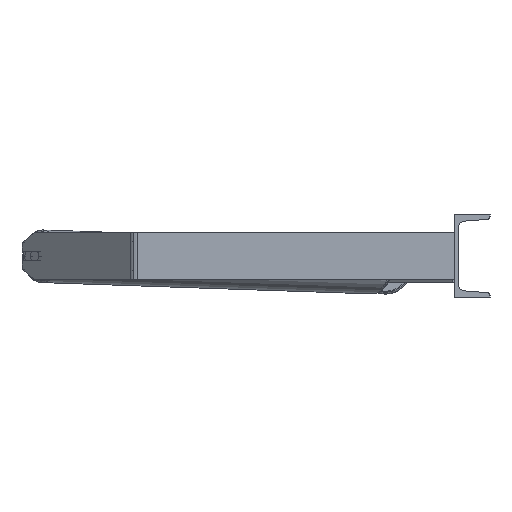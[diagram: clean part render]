
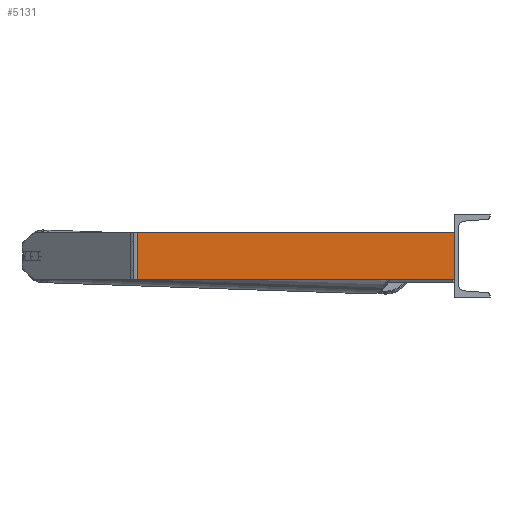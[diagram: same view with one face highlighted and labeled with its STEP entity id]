
A CAD part, left-side view. The second image highlights one B-rep face of the part: STEP entity #5131.
In plain terms, the highlighted planar face has unit normal (-1, 0, 0).
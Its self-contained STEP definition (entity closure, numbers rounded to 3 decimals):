
#665 = FACE_OUTER_BOUND ( 'NONE', #4449, .T. ) ;
#695 = ORIENTED_EDGE ( 'NONE', *, *, #1705, .T. ) ;
#733 = CARTESIAN_POINT ( 'NONE',  ( -1185., 0., -40. ) ) ;
#924 = EDGE_CURVE ( 'NONE', #4972, #1511, #1568, .T. ) ;
#1210 = DIRECTION ( 'NONE',  ( 0., -1., 0. ) ) ;
#1272 = VERTEX_POINT ( 'NONE', #3645 ) ;
#1291 = DIRECTION ( 'NONE',  ( 1., 0., 0. ) ) ;
#1511 = VERTEX_POINT ( 'NONE', #7131 ) ;
#1568 = LINE ( 'NONE', #6439, #8184 ) ;
#1705 = EDGE_CURVE ( 'NONE', #1272, #7611, #2588, .T. ) ;
#2503 = ORIENTED_EDGE ( 'NONE', *, *, #3697, .T. ) ;
#2550 = CARTESIAN_POINT ( 'NONE',  ( -1185., 536.412, 40. ) ) ;
#2588 = LINE ( 'NONE', #7457, #8166 ) ;
#2804 = LINE ( 'NONE', #7033, #7572 ) ;
#2866 = VECTOR ( 'NONE', #8459, 1000. ) ;
#3086 = ORIENTED_EDGE ( 'NONE', *, *, #924, .F. ) ;
#3366 = CARTESIAN_POINT ( 'NONE',  ( -1185., 543.04, 40. ) ) ;
#3604 = LINE ( 'NONE', #6404, #2866 ) ;
#3645 = CARTESIAN_POINT ( 'NONE',  ( -1185., 536.412, -40. ) ) ;
#3697 = EDGE_CURVE ( 'NONE', #4972, #1272, #2804, .T. ) ;
#3885 = AXIS2_PLACEMENT_3D ( 'NONE', #3366, #1291, #6180 ) ;
#4014 = ORIENTED_EDGE ( 'NONE', *, *, #7008, .F. ) ;
#4449 = EDGE_LOOP ( 'NONE', ( #695, #4014, #3086, #2503 ) ) ;
#4972 = VERTEX_POINT ( 'NONE', #2550 ) ;
#5131 = ADVANCED_FACE ( 'NONE', ( #665 ), #5493, .F. ) ;
#5493 = PLANE ( 'NONE',  #3885 ) ;
#5752 = DIRECTION ( 'NONE',  ( 0., -1., 0. ) ) ;
#6180 = DIRECTION ( 'NONE',  ( 0., 1., 0. ) ) ;
#6404 = CARTESIAN_POINT ( 'NONE',  ( -1185., 0., 40. ) ) ;
#6439 = CARTESIAN_POINT ( 'NONE',  ( -1185., 543.04, 40. ) ) ;
#7008 = EDGE_CURVE ( 'NONE', #1511, #7611, #3604, .T. ) ;
#7033 = CARTESIAN_POINT ( 'NONE',  ( -1185., 536.412, 40. ) ) ;
#7131 = CARTESIAN_POINT ( 'NONE',  ( -1185., 0., 40. ) ) ;
#7457 = CARTESIAN_POINT ( 'NONE',  ( -1185., 543.04, -40. ) ) ;
#7572 = VECTOR ( 'NONE', #7727, 1000. ) ;
#7611 = VERTEX_POINT ( 'NONE', #733 ) ;
#7727 = DIRECTION ( 'NONE',  ( 0., 0., -1. ) ) ;
#8166 = VECTOR ( 'NONE', #1210, 1000. ) ;
#8184 = VECTOR ( 'NONE', #5752, 1000. ) ;
#8459 = DIRECTION ( 'NONE',  ( 0., 0., -1. ) ) ;
